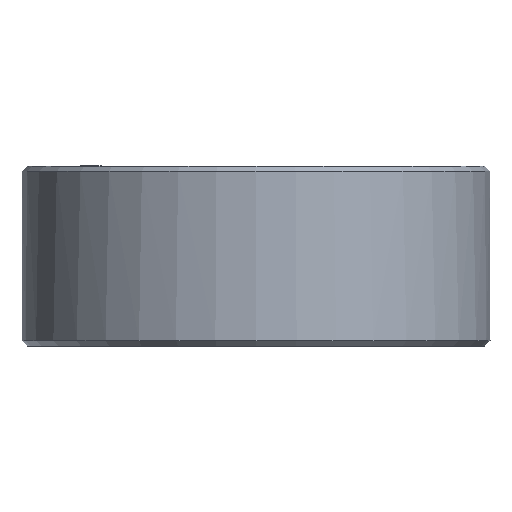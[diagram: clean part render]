
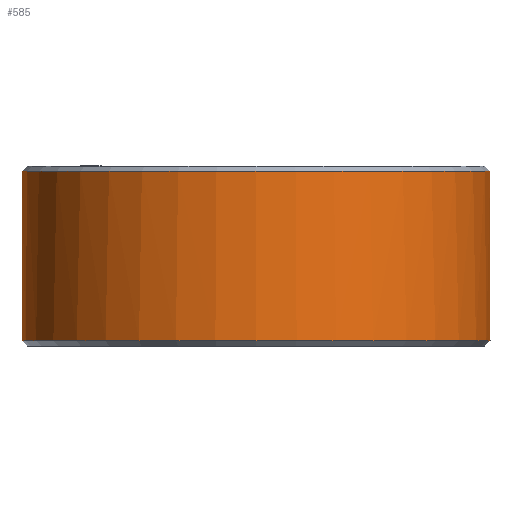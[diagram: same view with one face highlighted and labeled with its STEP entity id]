
A CAD part, front view. The second image highlights one B-rep face of the part: STEP entity #585.
In plain terms, the highlighted cylindrical face has radius 13 mm (diameter 26 mm), a full revolution.
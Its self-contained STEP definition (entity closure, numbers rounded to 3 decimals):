
#1 = DIRECTION ( 'NONE',  ( 0., 0., -1. ) ) ;
#2 = LINE ( 'NONE', #742, #484 ) ;
#16 = CARTESIAN_POINT ( 'NONE',  ( -13., 0., -4.7 ) ) ;
#32 = VERTEX_POINT ( 'NONE', #241 ) ;
#44 = AXIS2_PLACEMENT_3D ( 'NONE', #262, #1, #1091 ) ;
#63 = EDGE_CURVE ( 'NONE', #1323, #317, #2, .T. ) ;
#88 = DIRECTION ( 'NONE',  ( -1., 0., 0. ) ) ;
#93 = CIRCLE ( 'NONE', #1438, 13. ) ;
#94 = CIRCLE ( 'NONE', #1128, 13. ) ;
#136 = CARTESIAN_POINT ( 'NONE',  ( -12.988, 0.55, 4. ) ) ;
#147 = VECTOR ( 'NONE', #489, 1000. ) ;
#151 = VERTEX_POINT ( 'NONE', #16 ) ;
#152 = LINE ( 'NONE', #158, #873 ) ;
#158 = CARTESIAN_POINT ( 'NONE',  ( 12.988, -0.55, 4. ) ) ;
#171 = CARTESIAN_POINT ( 'NONE',  ( 0., 0., -4.7 ) ) ;
#181 = DIRECTION ( 'NONE',  ( 0., 0., 1. ) ) ;
#198 = CARTESIAN_POINT ( 'NONE',  ( -12.988, 0.55, 4. ) ) ;
#202 = DIRECTION ( 'NONE',  ( 0., 0., -1. ) ) ;
#241 = CARTESIAN_POINT ( 'NONE',  ( -12.988, -0.55, 4. ) ) ;
#262 = CARTESIAN_POINT ( 'NONE',  ( 0., 0., 4.7 ) ) ;
#302 = EDGE_CURVE ( 'NONE', #843, #519, #1369, .T. ) ;
#317 = VERTEX_POINT ( 'NONE', #1215 ) ;
#350 = VECTOR ( 'NONE', #1494, 1000. ) ;
#384 = ORIENTED_EDGE ( 'NONE', *, *, #459, .F. ) ;
#390 = DIRECTION ( 'NONE',  ( -1., 0., 0. ) ) ;
#418 = CARTESIAN_POINT ( 'NONE',  ( 0., 0., 4. ) ) ;
#436 = CARTESIAN_POINT ( 'NONE',  ( -12.988, -0.55, 4.7 ) ) ;
#459 = EDGE_CURVE ( 'NONE', #537, #317, #1136, .T. ) ;
#481 = DIRECTION ( 'NONE',  ( -1., 0., 0. ) ) ;
#484 = VECTOR ( 'NONE', #501, 1000. ) ;
#487 = ORIENTED_EDGE ( 'NONE', *, *, #63, .T. ) ;
#489 = DIRECTION ( 'NONE',  ( 0., 0., 1. ) ) ;
#501 = DIRECTION ( 'NONE',  ( 0., 0., -1. ) ) ;
#519 = VERTEX_POINT ( 'NONE', #436 ) ;
#529 = EDGE_LOOP ( 'NONE', ( #918, #487, #384, #988, #664, #1426, #1449, #958 ) ) ;
#535 = CARTESIAN_POINT ( 'NONE',  ( 12.988, -0.55, 4.7 ) ) ;
#537 = VERTEX_POINT ( 'NONE', #1420 ) ;
#585 = ADVANCED_FACE ( 'NONE', ( #705, #683 ), #929, .T. ) ;
#625 = LINE ( 'NONE', #1119, #350 ) ;
#627 = CARTESIAN_POINT ( 'NONE',  ( 0., 0., 4. ) ) ;
#628 = DIRECTION ( 'NONE',  ( 0., 0., 1. ) ) ;
#630 = AXIS2_PLACEMENT_3D ( 'NONE', #1197, #202, #88 ) ;
#664 = ORIENTED_EDGE ( 'NONE', *, *, #302, .T. ) ;
#675 = DIRECTION ( 'NONE',  ( 0., 0., 1. ) ) ;
#683 = FACE_OUTER_BOUND ( 'NONE', #529, .T. ) ;
#692 = EDGE_CURVE ( 'NONE', #1521, #1323, #1462, .T. ) ;
#705 = FACE_OUTER_BOUND ( 'NONE', #928, .T. ) ;
#731 = CARTESIAN_POINT ( 'NONE',  ( 0., 0., 4.7 ) ) ;
#736 = CARTESIAN_POINT ( 'NONE',  ( -12.988, 0.55, 4.7 ) ) ;
#742 = CARTESIAN_POINT ( 'NONE',  ( 12.988, 0.55, 4. ) ) ;
#750 = AXIS2_PLACEMENT_3D ( 'NONE', #418, #675, #390 ) ;
#779 = EDGE_CURVE ( 'NONE', #537, #843, #152, .T. ) ;
#843 = VERTEX_POINT ( 'NONE', #535 ) ;
#847 = DIRECTION ( 'NONE',  ( -1., 0., 0. ) ) ;
#857 = DIRECTION ( 'NONE',  ( 0., 0., 1. ) ) ;
#873 = VECTOR ( 'NONE', #628, 1000. ) ;
#886 = ORIENTED_EDGE ( 'NONE', *, *, #1277, .T. ) ;
#918 = ORIENTED_EDGE ( 'NONE', *, *, #692, .T. ) ;
#928 = EDGE_LOOP ( 'NONE', ( #886 ) ) ;
#929 = CYLINDRICAL_SURFACE ( 'NONE', #630, 13. ) ;
#930 = DIRECTION ( 'NONE',  ( -1., 0., 0. ) ) ;
#958 = ORIENTED_EDGE ( 'NONE', *, *, #1520, .T. ) ;
#988 = ORIENTED_EDGE ( 'NONE', *, *, #779, .T. ) ;
#1091 = DIRECTION ( 'NONE',  ( -1., 0., 0. ) ) ;
#1119 = CARTESIAN_POINT ( 'NONE',  ( -12.988, -0.55, 4. ) ) ;
#1128 = AXIS2_PLACEMENT_3D ( 'NONE', #627, #857, #481 ) ;
#1136 = CIRCLE ( 'NONE', #750, 13. ) ;
#1197 = CARTESIAN_POINT ( 'NONE',  ( 0., 0., 5. ) ) ;
#1215 = CARTESIAN_POINT ( 'NONE',  ( 12.988, 0.55, 4. ) ) ;
#1223 = DIRECTION ( 'NONE',  ( 0., 0., -1. ) ) ;
#1277 = EDGE_CURVE ( 'NONE', #151, #151, #93, .T. ) ;
#1278 = CARTESIAN_POINT ( 'NONE',  ( 12.988, 0.55, 4.7 ) ) ;
#1314 = EDGE_CURVE ( 'NONE', #519, #32, #625, .T. ) ;
#1323 = VERTEX_POINT ( 'NONE', #1278 ) ;
#1345 = LINE ( 'NONE', #136, #147 ) ;
#1369 = CIRCLE ( 'NONE', #44, 13. ) ;
#1385 = VERTEX_POINT ( 'NONE', #198 ) ;
#1420 = CARTESIAN_POINT ( 'NONE',  ( 12.988, -0.55, 4. ) ) ;
#1426 = ORIENTED_EDGE ( 'NONE', *, *, #1314, .T. ) ;
#1438 = AXIS2_PLACEMENT_3D ( 'NONE', #171, #181, #930 ) ;
#1449 = ORIENTED_EDGE ( 'NONE', *, *, #1492, .F. ) ;
#1462 = CIRCLE ( 'NONE', #1565, 13. ) ;
#1492 = EDGE_CURVE ( 'NONE', #1385, #32, #94, .T. ) ;
#1494 = DIRECTION ( 'NONE',  ( 0., 0., -1. ) ) ;
#1520 = EDGE_CURVE ( 'NONE', #1385, #1521, #1345, .T. ) ;
#1521 = VERTEX_POINT ( 'NONE', #736 ) ;
#1565 = AXIS2_PLACEMENT_3D ( 'NONE', #731, #1223, #847 ) ;
